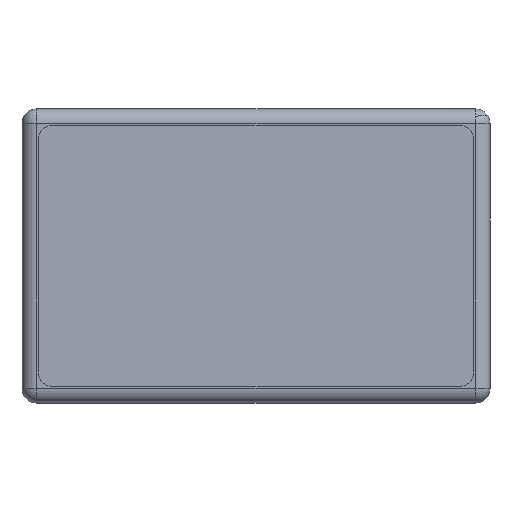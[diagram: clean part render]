
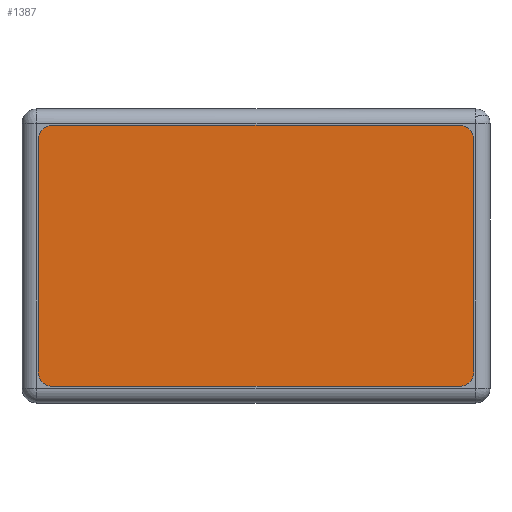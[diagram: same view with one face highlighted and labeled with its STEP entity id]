
A CAD part, top view. The second image highlights one B-rep face of the part: STEP entity #1387.
In plain terms, the highlighted planar face has unit normal (0, 0, 1).
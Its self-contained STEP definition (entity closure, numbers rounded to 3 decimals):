
#1121=CARTESIAN_POINT('',(-14.,-9.,10.25));
#1122=VERTEX_POINT('',#1121);
#1123=CARTESIAN_POINT('',(-15.,-8.,10.25));
#1124=VERTEX_POINT('',#1123);
#1125=CARTESIAN_POINT('',(-14.,-8.,10.25));
#1126=DIRECTION('',(0.0,0.0,-1.0));
#1127=DIRECTION('',(-0.707,-0.707,0.0));
#1128=AXIS2_PLACEMENT_3D('',#1125,#1126,#1127);
#1129=CIRCLE('',#1128,1.0);
#1130=EDGE_CURVE('',#1122,#1124,#1129,.T.);
#1163=CARTESIAN_POINT('',(-15.,8.0,10.25));
#1164=VERTEX_POINT('',#1163);
#1165=CARTESIAN_POINT('',(-15.,-8.,10.25));
#1166=DIRECTION('',(0.0,1.0,0.0));
#1167=VECTOR('',#1166,16.);
#1168=LINE('',#1165,#1167);
#1169=EDGE_CURVE('',#1124,#1164,#1168,.T.);
#1194=CARTESIAN_POINT('',(-14.,9.0,10.25));
#1195=VERTEX_POINT('',#1194);
#1196=CARTESIAN_POINT('',(-14.,8.0,10.25));
#1197=DIRECTION('',(0.0,0.0,-1.0));
#1198=DIRECTION('',(-0.707,0.707,0.0));
#1199=AXIS2_PLACEMENT_3D('',#1196,#1197,#1198);
#1200=CIRCLE('',#1199,1.0);
#1201=EDGE_CURVE('',#1164,#1195,#1200,.T.);
#1227=CARTESIAN_POINT('',(14.0,9.0,10.25));
#1228=VERTEX_POINT('',#1227);
#1229=CARTESIAN_POINT('',(-14.,9.0,10.25));
#1230=DIRECTION('',(1.0,0.0,0.0));
#1231=VECTOR('',#1230,28.);
#1232=LINE('',#1229,#1231);
#1233=EDGE_CURVE('',#1195,#1228,#1232,.T.);
#1258=CARTESIAN_POINT('',(15.0,8.0,10.25));
#1259=VERTEX_POINT('',#1258);
#1260=CARTESIAN_POINT('',(14.0,8.0,10.25));
#1261=DIRECTION('',(0.0,0.0,-1.0));
#1262=DIRECTION('',(0.707,0.707,0.0));
#1263=AXIS2_PLACEMENT_3D('',#1260,#1261,#1262);
#1264=CIRCLE('',#1263,1.0);
#1265=EDGE_CURVE('',#1228,#1259,#1264,.T.);
#1291=CARTESIAN_POINT('',(15.,-8.,10.25));
#1292=VERTEX_POINT('',#1291);
#1293=CARTESIAN_POINT('',(15.0,8.0,10.25));
#1294=DIRECTION('',(0.0,-1.0,0.0));
#1295=VECTOR('',#1294,16.0);
#1296=LINE('',#1293,#1295);
#1297=EDGE_CURVE('',#1259,#1292,#1296,.T.);
#1322=CARTESIAN_POINT('',(14.,-9.0,10.25));
#1323=VERTEX_POINT('',#1322);
#1324=CARTESIAN_POINT('',(14.,-8.,10.25));
#1325=DIRECTION('',(0.0,0.0,-1.0));
#1326=DIRECTION('',(0.707,-0.707,0.0));
#1327=AXIS2_PLACEMENT_3D('',#1324,#1325,#1326);
#1328=CIRCLE('',#1327,1.0);
#1329=EDGE_CURVE('',#1292,#1323,#1328,.T.);
#1355=CARTESIAN_POINT('',(14.,-9.0,10.25));
#1356=DIRECTION('',(-1.0,0.0,0.0));
#1357=VECTOR('',#1356,28.);
#1358=LINE('',#1355,#1357);
#1359=EDGE_CURVE('',#1323,#1122,#1358,.T.);
#1372=CARTESIAN_POINT('',(0.,0.,10.25));
#1373=DIRECTION('',(0.0,0.0,1.0));
#1374=DIRECTION('',(1.0,0.0,0.0));
#1375=AXIS2_PLACEMENT_3D('',#1372,#1373,#1374);
#1376=PLANE('',#1375);
#1377=ORIENTED_EDGE('',*,*,#1130,.F.);
#1378=ORIENTED_EDGE('',*,*,#1359,.F.);
#1379=ORIENTED_EDGE('',*,*,#1329,.F.);
#1380=ORIENTED_EDGE('',*,*,#1297,.F.);
#1381=ORIENTED_EDGE('',*,*,#1265,.F.);
#1382=ORIENTED_EDGE('',*,*,#1233,.F.);
#1383=ORIENTED_EDGE('',*,*,#1201,.F.);
#1384=ORIENTED_EDGE('',*,*,#1169,.F.);
#1385=EDGE_LOOP('',(#1377,#1378,#1379,#1380,#1381,#1382,#1383,#1384));
#1386=FACE_OUTER_BOUND('',#1385,.T.);
#1387=ADVANCED_FACE('',(#1386),#1376,.T.);
